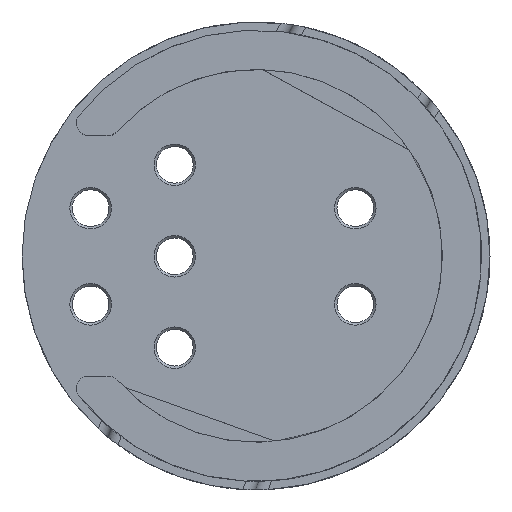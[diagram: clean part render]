
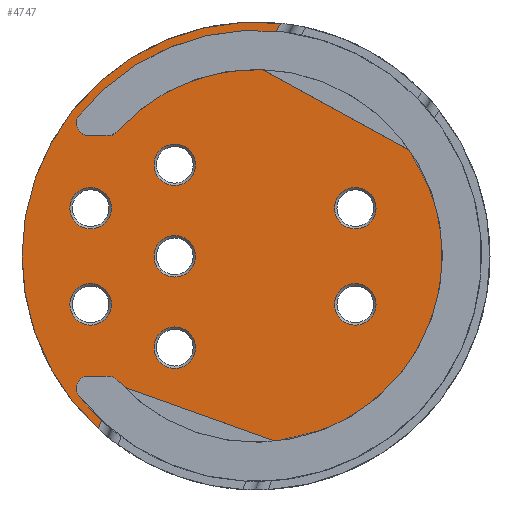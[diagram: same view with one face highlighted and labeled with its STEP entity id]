
A CAD part, top view. The second image highlights one B-rep face of the part: STEP entity #4747.
In plain terms, the highlighted planar face has unit normal (0, 0, 1).
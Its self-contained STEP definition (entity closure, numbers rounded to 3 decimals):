
#369=FACE_BOUND('',#667,.T.);
#370=FACE_BOUND('',#668,.T.);
#371=FACE_BOUND('',#669,.T.);
#372=FACE_BOUND('',#670,.T.);
#373=FACE_BOUND('',#671,.T.);
#374=FACE_BOUND('',#672,.T.);
#375=FACE_BOUND('',#673,.T.);
#396=FACE_OUTER_BOUND('',#666,.T.);
#666=EDGE_LOOP('',(#3153,#3154,#3155,#3156,#3157,#3158,#3159,#3160,#3161,
#3162,#3163,#3164,#3165,#3166,#3167,#3168,#3169,#3170));
#667=EDGE_LOOP('',(#3171));
#668=EDGE_LOOP('',(#3172));
#669=EDGE_LOOP('',(#3173));
#670=EDGE_LOOP('',(#3174));
#671=EDGE_LOOP('',(#3175));
#672=EDGE_LOOP('',(#3176));
#673=EDGE_LOOP('',(#3177));
#963=CIRCLE('',#5033,2.);
#964=CIRCLE('',#5034,0.2);
#965=CIRCLE('',#5035,36.9);
#966=CIRCLE('',#5036,38.9);
#967=CIRCLE('',#5037,38.9);
#968=CIRCLE('',#5038,36.5);
#969=CIRCLE('',#5039,2.);
#970=CIRCLE('',#5040,2.);
#971=CIRCLE('',#5041,31.);
#972=CIRCLE('',#5042,31.);
#973=CIRCLE('',#5043,31.);
#974=CIRCLE('',#5044,2.);
#975=CIRCLE('',#5045,3.45);
#976=CIRCLE('',#5046,3.45);
#977=CIRCLE('',#5047,3.45);
#978=CIRCLE('',#5048,3.45);
#979=CIRCLE('',#5049,3.45);
#980=CIRCLE('',#5050,3.45);
#981=CIRCLE('',#5051,3.45);
#1062=LINE('',#6331,#1500);
#1063=LINE('',#6339,#1501);
#1064=LINE('',#6345,#1502);
#1065=LINE('',#6351,#1503);
#1066=LINE('',#6357,#1504);
#1067=LINE('',#6361,#1505);
#1500=VECTOR('',#5322,10.);
#1501=VECTOR('',#5329,10.);
#1502=VECTOR('',#5334,10.);
#1503=VECTOR('',#5339,10.);
#1504=VECTOR('',#5344,10.);
#1505=VECTOR('',#5347,10.);
#1938=VERTEX_POINT('',#6329);
#1939=VERTEX_POINT('',#6330);
#1940=VERTEX_POINT('',#6332);
#1941=VERTEX_POINT('',#6334);
#1942=VERTEX_POINT('',#6336);
#1943=VERTEX_POINT('',#6338);
#1944=VERTEX_POINT('',#6340);
#1945=VERTEX_POINT('',#6342);
#1946=VERTEX_POINT('',#6344);
#1947=VERTEX_POINT('',#6346);
#1948=VERTEX_POINT('',#6348);
#1949=VERTEX_POINT('',#6350);
#1950=VERTEX_POINT('',#6352);
#1951=VERTEX_POINT('',#6354);
#1952=VERTEX_POINT('',#6356);
#1953=VERTEX_POINT('',#6358);
#1954=VERTEX_POINT('',#6360);
#1955=VERTEX_POINT('',#6362);
#1956=VERTEX_POINT('',#6365);
#1957=VERTEX_POINT('',#6367);
#1958=VERTEX_POINT('',#6369);
#1959=VERTEX_POINT('',#6371);
#1960=VERTEX_POINT('',#6373);
#1961=VERTEX_POINT('',#6375);
#1962=VERTEX_POINT('',#6377);
#2416=EDGE_CURVE('',#1938,#1939,#1062,.T.);
#2417=EDGE_CURVE('',#1939,#1940,#963,.T.);
#2418=EDGE_CURVE('',#1941,#1940,#964,.F.);
#2419=EDGE_CURVE('',#1941,#1942,#965,.T.);
#2420=EDGE_CURVE('',#1942,#1943,#1063,.T.);
#2421=EDGE_CURVE('',#1944,#1943,#966,.T.);
#2422=EDGE_CURVE('',#1945,#1944,#967,.T.);
#2423=EDGE_CURVE('',#1945,#1946,#1064,.T.);
#2424=EDGE_CURVE('',#1947,#1946,#968,.T.);
#2425=EDGE_CURVE('',#1948,#1947,#969,.F.);
#2426=EDGE_CURVE('',#1948,#1949,#1065,.T.);
#2427=EDGE_CURVE('',#1949,#1950,#970,.T.);
#2428=EDGE_CURVE('',#1950,#1951,#971,.T.);
#2429=EDGE_CURVE('',#1951,#1952,#1066,.T.);
#2430=EDGE_CURVE('',#1952,#1953,#972,.T.);
#2431=EDGE_CURVE('',#1953,#1954,#1067,.T.);
#2432=EDGE_CURVE('',#1954,#1955,#973,.T.);
#2433=EDGE_CURVE('',#1938,#1955,#974,.F.);
#2434=EDGE_CURVE('',#1956,#1956,#975,.T.);
#2435=EDGE_CURVE('',#1957,#1957,#976,.T.);
#2436=EDGE_CURVE('',#1958,#1958,#977,.T.);
#2437=EDGE_CURVE('',#1959,#1959,#978,.T.);
#2438=EDGE_CURVE('',#1960,#1960,#979,.T.);
#2439=EDGE_CURVE('',#1961,#1961,#980,.T.);
#2440=EDGE_CURVE('',#1962,#1962,#981,.T.);
#3153=ORIENTED_EDGE('',*,*,#2416,.T.);
#3154=ORIENTED_EDGE('',*,*,#2417,.T.);
#3155=ORIENTED_EDGE('',*,*,#2418,.F.);
#3156=ORIENTED_EDGE('',*,*,#2419,.T.);
#3157=ORIENTED_EDGE('',*,*,#2420,.T.);
#3158=ORIENTED_EDGE('',*,*,#2421,.F.);
#3159=ORIENTED_EDGE('',*,*,#2422,.F.);
#3160=ORIENTED_EDGE('',*,*,#2423,.T.);
#3161=ORIENTED_EDGE('',*,*,#2424,.F.);
#3162=ORIENTED_EDGE('',*,*,#2425,.F.);
#3163=ORIENTED_EDGE('',*,*,#2426,.T.);
#3164=ORIENTED_EDGE('',*,*,#2427,.T.);
#3165=ORIENTED_EDGE('',*,*,#2428,.T.);
#3166=ORIENTED_EDGE('',*,*,#2429,.T.);
#3167=ORIENTED_EDGE('',*,*,#2430,.T.);
#3168=ORIENTED_EDGE('',*,*,#2431,.T.);
#3169=ORIENTED_EDGE('',*,*,#2432,.T.);
#3170=ORIENTED_EDGE('',*,*,#2433,.F.);
#3171=ORIENTED_EDGE('',*,*,#2434,.F.);
#3172=ORIENTED_EDGE('',*,*,#2435,.F.);
#3173=ORIENTED_EDGE('',*,*,#2436,.F.);
#3174=ORIENTED_EDGE('',*,*,#2437,.F.);
#3175=ORIENTED_EDGE('',*,*,#2438,.F.);
#3176=ORIENTED_EDGE('',*,*,#2439,.F.);
#3177=ORIENTED_EDGE('',*,*,#2440,.F.);
#4627=PLANE('',#5032);
#4747=ADVANCED_FACE('',(#396,#369,#370,#371,#372,#373,#374,#375),#4627,
 .F.);
#5032=AXIS2_PLACEMENT_3D('',#6328,#5320,#5321);
#5033=AXIS2_PLACEMENT_3D('',#6333,#5323,#5324);
#5034=AXIS2_PLACEMENT_3D('',#6335,#5325,#5326);
#5035=AXIS2_PLACEMENT_3D('',#6337,#5327,#5328);
#5036=AXIS2_PLACEMENT_3D('',#6341,#5330,#5331);
#5037=AXIS2_PLACEMENT_3D('',#6343,#5332,#5333);
#5038=AXIS2_PLACEMENT_3D('',#6347,#5335,#5336);
#5039=AXIS2_PLACEMENT_3D('',#6349,#5337,#5338);
#5040=AXIS2_PLACEMENT_3D('',#6353,#5340,#5341);
#5041=AXIS2_PLACEMENT_3D('',#6355,#5342,#5343);
#5042=AXIS2_PLACEMENT_3D('',#6359,#5345,#5346);
#5043=AXIS2_PLACEMENT_3D('',#6363,#5348,#5349);
#5044=AXIS2_PLACEMENT_3D('',#6364,#5350,#5351);
#5045=AXIS2_PLACEMENT_3D('',#6366,#5352,#5353);
#5046=AXIS2_PLACEMENT_3D('',#6368,#5354,#5355);
#5047=AXIS2_PLACEMENT_3D('',#6370,#5356,#5357);
#5048=AXIS2_PLACEMENT_3D('',#6372,#5358,#5359);
#5049=AXIS2_PLACEMENT_3D('',#6374,#5360,#5361);
#5050=AXIS2_PLACEMENT_3D('',#6376,#5362,#5363);
#5051=AXIS2_PLACEMENT_3D('',#6378,#5364,#5365);
#5320=DIRECTION('center_axis',(0.,0.,-1.));
#5321=DIRECTION('ref_axis',(1.,0.,0.));
#5322=DIRECTION('',(-1.,0.,0.));
#5323=DIRECTION('center_axis',(0.,0.,-1.));
#5324=DIRECTION('ref_axis',(-0.9,-0.436,0.));
#5325=DIRECTION('center_axis',(0.,0.,-1.));
#5326=DIRECTION('ref_axis',(-0.976,0.218,0.));
#5327=DIRECTION('center_axis',(0.,0.,-1.));
#5328=DIRECTION('ref_axis',(1.,0.,0.));
#5329=DIRECTION('',(0.48,0.877,0.));
#5330=DIRECTION('center_axis',(0.,0.,-1.));
#5331=DIRECTION('ref_axis',(1.,0.,0.));
#5332=DIRECTION('center_axis',(0.,0.,-1.));
#5333=DIRECTION('ref_axis',(1.,0.,0.));
#5334=DIRECTION('',(0.337,0.942,0.));
#5335=DIRECTION('center_axis',(0.,0.,1.));
#5336=DIRECTION('ref_axis',(1.,0.,0.));
#5337=DIRECTION('center_axis',(0.,0.,-1.));
#5338=DIRECTION('ref_axis',(-0.9,0.436,0.));
#5339=DIRECTION('',(1.,0.,0.));
#5340=DIRECTION('center_axis',(0.,0.,-1.));
#5341=DIRECTION('ref_axis',(0.408,0.913,0.));
#5342=DIRECTION('center_axis',(0.,0.,1.));
#5343=DIRECTION('ref_axis',(1.,0.,0.));
#5344=DIRECTION('',(0.942,-0.337,0.));
#5345=DIRECTION('center_axis',(0.,0.,1.));
#5346=DIRECTION('ref_axis',(1.,0.,0.));
#5347=DIRECTION('',(-0.877,0.48,0.));
#5348=DIRECTION('center_axis',(0.,0.,1.));
#5349=DIRECTION('ref_axis',(1.,0.,0.));
#5350=DIRECTION('center_axis',(0.,0.,-1.));
#5351=DIRECTION('ref_axis',(0.408,-0.913,0.));
#5352=DIRECTION('center_axis',(0.,0.,1.));
#5353=DIRECTION('ref_axis',(-1.,0.,0.));
#5354=DIRECTION('center_axis',(0.,0.,1.));
#5355=DIRECTION('ref_axis',(-1.,0.,0.));
#5356=DIRECTION('center_axis',(0.,0.,1.));
#5357=DIRECTION('ref_axis',(-1.,0.,0.));
#5358=DIRECTION('center_axis',(0.,0.,1.));
#5359=DIRECTION('ref_axis',(-1.,0.,0.));
#5360=DIRECTION('center_axis',(0.,0.,1.));
#5361=DIRECTION('ref_axis',(-1.,0.,0.));
#5362=DIRECTION('center_axis',(0.,0.,1.));
#5363=DIRECTION('ref_axis',(-1.,0.,0.));
#5364=DIRECTION('center_axis',(0.,0.,1.));
#5365=DIRECTION('ref_axis',(-1.,0.,0.));
#6328=CARTESIAN_POINT('Origin',(0.,0.,-15.7));
#6329=CARTESIAN_POINT('',(-24.597,20.,-15.7));
#6330=CARTESIAN_POINT('',(-27.861,20.,-15.7));
#6331=CARTESIAN_POINT('',(-11.843,20.,-15.7));
#6332=CARTESIAN_POINT('',(-29.825,21.619,-15.7));
#6333=CARTESIAN_POINT('Origin',(-27.861,22.,-15.7));
#6334=CARTESIAN_POINT('',(-29.79,21.776,-15.7));
#6335=CARTESIAN_POINT('Origin',(-29.628,21.658,-15.7));
#6336=CARTESIAN_POINT('',(3.041,36.774,-15.7));
#6337=CARTESIAN_POINT('Origin',(0.,0.,-15.7));
#6338=CARTESIAN_POINT('',(4.087,38.685,-15.7));
#6339=CARTESIAN_POINT('',(-4.349,23.284,-15.7));
#6340=CARTESIAN_POINT('',(-38.9,0.,-15.7));
#6341=CARTESIAN_POINT('Origin',(0.,0.,-15.7));
#6342=CARTESIAN_POINT('',(-26.203,-28.751,-15.7));
#6343=CARTESIAN_POINT('Origin',(0.,0.,-15.7));
#6344=CARTESIAN_POINT('',(-25.323,-26.287,-15.7));
#6345=CARTESIAN_POINT('',(-20.043,-11.514,-15.7));
#6346=CARTESIAN_POINT('',(-29.701,-21.216,-15.7));
#6347=CARTESIAN_POINT('Origin',(0.,0.,-15.7));
#6348=CARTESIAN_POINT('',(-27.861,-20.,-15.7));
#6349=CARTESIAN_POINT('Origin',(-27.861,-22.,-15.7));
#6350=CARTESIAN_POINT('',(-24.597,-20.,-15.7));
#6351=CARTESIAN_POINT('',(-15.861,-20.,-15.7));
#6352=CARTESIAN_POINT('',(-23.106,-20.667,-15.7));
#6353=CARTESIAN_POINT('Origin',(-24.597,-22.,-15.7));
#6354=CARTESIAN_POINT('',(-22.07,-21.769,-15.7));
#6355=CARTESIAN_POINT('Origin',(0.,0.,-15.7));
#6356=CARTESIAN_POINT('',(3.276,-30.826,-15.7));
#6357=CARTESIAN_POINT('',(-4.689,-27.98,-15.7));
#6358=CARTESIAN_POINT('',(25.542,17.567,-15.7));
#6359=CARTESIAN_POINT('Origin',(0.,0.,-15.7));
#6360=CARTESIAN_POINT('',(1.052,30.982,-15.7));
#6361=CARTESIAN_POINT('',(17.682,21.872,-15.7));
#6362=CARTESIAN_POINT('',(-23.106,20.667,-15.7));
#6363=CARTESIAN_POINT('Origin',(0.,0.,-15.7));
#6364=CARTESIAN_POINT('Origin',(-24.597,22.,-15.7));
#6365=CARTESIAN_POINT('',(19.95,-8.045,-15.7));
#6366=CARTESIAN_POINT('Origin',(16.5,-8.045,-15.7));
#6367=CARTESIAN_POINT('',(19.95,7.955,-15.7));
#6368=CARTESIAN_POINT('Origin',(16.5,7.955,-15.7));
#6369=CARTESIAN_POINT('',(-24.05,-8.045,-15.7));
#6370=CARTESIAN_POINT('Origin',(-27.5,-8.045,-15.7));
#6371=CARTESIAN_POINT('',(-24.05,7.955,-15.7));
#6372=CARTESIAN_POINT('Origin',(-27.5,7.955,-15.7));
#6373=CARTESIAN_POINT('',(-10.05,-15.245,-15.7));
#6374=CARTESIAN_POINT('Origin',(-13.5,-15.245,-15.7));
#6375=CARTESIAN_POINT('',(-10.05,-0.045,-15.7));
#6376=CARTESIAN_POINT('Origin',(-13.5,-0.045,-15.7));
#6377=CARTESIAN_POINT('',(-10.05,15.155,-15.7));
#6378=CARTESIAN_POINT('Origin',(-13.5,15.155,-15.7));
